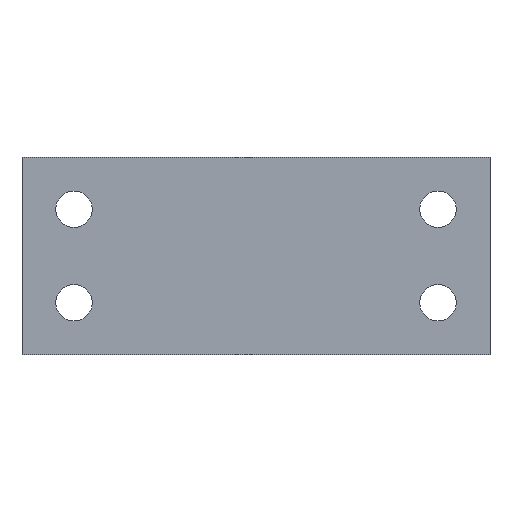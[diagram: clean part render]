
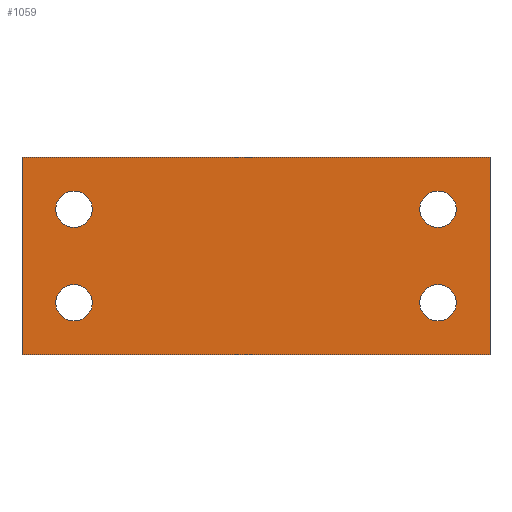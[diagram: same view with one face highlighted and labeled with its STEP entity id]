
A CAD part, front view. The second image highlights one B-rep face of the part: STEP entity #1059.
In plain terms, the highlighted planar face has unit normal (0, -1, 0).
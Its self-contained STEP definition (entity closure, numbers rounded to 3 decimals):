
#8 = CARTESIAN_POINT ( 'NONE',  ( 10., 0., 6.5 ) ) ;
#15 = CARTESIAN_POINT ( 'NONE',  ( 10., 0., 10. ) ) ;
#21 = CARTESIAN_POINT ( 'NONE',  ( 80., 0., 31.5 ) ) ;
#41 = LINE ( 'NONE', #256, #1245 ) ;
#58 = DIRECTION ( 'NONE',  ( 0., 0., 1. ) ) ;
#61 = CARTESIAN_POINT ( 'NONE',  ( 80., 0., 24.5 ) ) ;
#92 = VERTEX_POINT ( 'NONE', #21 ) ;
#94 = CARTESIAN_POINT ( 'NONE',  ( 80., 0., 6.5 ) ) ;
#95 = CARTESIAN_POINT ( 'NONE',  ( 80., 0., 28. ) ) ;
#101 = VERTEX_POINT ( 'NONE', #1000 ) ;
#120 = ORIENTED_EDGE ( 'NONE', *, *, #291, .T. ) ;
#125 = VERTEX_POINT ( 'NONE', #713 ) ;
#130 = CARTESIAN_POINT ( 'NONE',  ( 10., 0., 24.5 ) ) ;
#131 = EDGE_CURVE ( 'NONE', #869, #344, #783, .T. ) ;
#133 = AXIS2_PLACEMENT_3D ( 'NONE', #95, #855, #370 ) ;
#160 = DIRECTION ( 'NONE',  ( 0., 0., -1. ) ) ;
#161 = PLANE ( 'NONE',  #177 ) ;
#171 = EDGE_LOOP ( 'NONE', ( #798, #1086, #421, #238 ) ) ;
#177 = AXIS2_PLACEMENT_3D ( 'NONE', #635, #837, #353 ) ;
#206 = ORIENTED_EDGE ( 'NONE', *, *, #1145, .T. ) ;
#214 = CIRCLE ( 'NONE', #1054, 3.5 ) ;
#218 = VERTEX_POINT ( 'NONE', #1018 ) ;
#238 = ORIENTED_EDGE ( 'NONE', *, *, #311, .T. ) ;
#247 = DIRECTION ( 'NONE',  ( 0., 1., 0. ) ) ;
#256 = CARTESIAN_POINT ( 'NONE',  ( 0., 0., 38. ) ) ;
#271 = FACE_OUTER_BOUND ( 'NONE', #171, .T. ) ;
#280 = CARTESIAN_POINT ( 'NONE',  ( 80., 0., 13.5 ) ) ;
#289 = DIRECTION ( 'NONE',  ( 0., 1., 0. ) ) ;
#291 = EDGE_CURVE ( 'NONE', #1127, #623, #1174, .T. ) ;
#311 = EDGE_CURVE ( 'NONE', #125, #935, #41, .T. ) ;
#322 = VERTEX_POINT ( 'NONE', #61 ) ;
#344 = VERTEX_POINT ( 'NONE', #1032 ) ;
#353 = DIRECTION ( 'NONE',  ( 0., 0., 1. ) ) ;
#361 = EDGE_LOOP ( 'NONE', ( #657, #762 ) ) ;
#367 = AXIS2_PLACEMENT_3D ( 'NONE', #853, #379, #1269 ) ;
#370 = DIRECTION ( 'NONE',  ( 0., 0., 1. ) ) ;
#379 = DIRECTION ( 'NONE',  ( 0., 1., 0. ) ) ;
#387 = CIRCLE ( 'NONE', #940, 3.5 ) ;
#421 = ORIENTED_EDGE ( 'NONE', *, *, #481, .F. ) ;
#435 = DIRECTION ( 'NONE',  ( 0., 1., 0. ) ) ;
#445 = LINE ( 'NONE', #1166, #1123 ) ;
#446 = DIRECTION ( 'NONE',  ( 0., 1., 0. ) ) ;
#453 = AXIS2_PLACEMENT_3D ( 'NONE', #1238, #446, #727 ) ;
#455 = CARTESIAN_POINT ( 'NONE',  ( 90., 0., 38. ) ) ;
#463 = ORIENTED_EDGE ( 'NONE', *, *, #1205, .T. ) ;
#481 = EDGE_CURVE ( 'NONE', #125, #101, #603, .T. ) ;
#522 = FACE_BOUND ( 'NONE', #1008, .T. ) ;
#524 = ORIENTED_EDGE ( 'NONE', *, *, #131, .T. ) ;
#567 = DIRECTION ( 'NONE',  ( 0., 0., -1. ) ) ;
#594 = LINE ( 'NONE', #673, #958 ) ;
#603 = LINE ( 'NONE', #455, #875 ) ;
#620 = EDGE_LOOP ( 'NONE', ( #120, #639 ) ) ;
#623 = VERTEX_POINT ( 'NONE', #94 ) ;
#635 = CARTESIAN_POINT ( 'NONE',  ( 90., 0., 38. ) ) ;
#639 = ORIENTED_EDGE ( 'NONE', *, *, #990, .T. ) ;
#657 = ORIENTED_EDGE ( 'NONE', *, *, #1173, .T. ) ;
#673 = CARTESIAN_POINT ( 'NONE',  ( 90., 0., 38. ) ) ;
#675 = AXIS2_PLACEMENT_3D ( 'NONE', #1228, #247, #700 ) ;
#682 = FACE_BOUND ( 'NONE', #961, .T. ) ;
#690 = EDGE_CURVE ( 'NONE', #101, #218, #594, .T. ) ;
#700 = DIRECTION ( 'NONE',  ( 0., 0., 1. ) ) ;
#713 = CARTESIAN_POINT ( 'NONE',  ( 0., 0., 38. ) ) ;
#718 = VERTEX_POINT ( 'NONE', #1180 ) ;
#719 = FACE_BOUND ( 'NONE', #620, .T. ) ;
#723 = CARTESIAN_POINT ( 'NONE',  ( 0., 0., 0. ) ) ;
#727 = DIRECTION ( 'NONE',  ( 0., 0., 1. ) ) ;
#758 = AXIS2_PLACEMENT_3D ( 'NONE', #1152, #289, #1076 ) ;
#762 = ORIENTED_EDGE ( 'NONE', *, *, #1161, .T. ) ;
#780 = CIRCLE ( 'NONE', #824, 3.5 ) ;
#783 = CIRCLE ( 'NONE', #675, 3.5 ) ;
#798 = ORIENTED_EDGE ( 'NONE', *, *, #1121, .T. ) ;
#818 = ORIENTED_EDGE ( 'NONE', *, *, #1043, .T. ) ;
#824 = AXIS2_PLACEMENT_3D ( 'NONE', #850, #952, #58 ) ;
#832 = DIRECTION ( 'NONE',  ( 0., 0., 1. ) ) ;
#837 = DIRECTION ( 'NONE',  ( 0., 1., 0. ) ) ;
#850 = CARTESIAN_POINT ( 'NONE',  ( 10., 0., 10. ) ) ;
#853 = CARTESIAN_POINT ( 'NONE',  ( 80., 0., 28. ) ) ;
#855 = DIRECTION ( 'NONE',  ( 0., 1., 0. ) ) ;
#869 = VERTEX_POINT ( 'NONE', #130 ) ;
#875 = VECTOR ( 'NONE', #1149, 1000. ) ;
#877 = DIRECTION ( 'NONE',  ( 0., 0., 1. ) ) ;
#935 = VERTEX_POINT ( 'NONE', #723 ) ;
#940 = AXIS2_PLACEMENT_3D ( 'NONE', #15, #1001, #877 ) ;
#952 = DIRECTION ( 'NONE',  ( 0., 1., 0. ) ) ;
#954 = CIRCLE ( 'NONE', #133, 3.5 ) ;
#958 = VECTOR ( 'NONE', #567, 1000. ) ;
#961 = EDGE_LOOP ( 'NONE', ( #818, #463 ) ) ;
#975 = DIRECTION ( 'NONE',  ( 1., 0., 0. ) ) ;
#990 = EDGE_CURVE ( 'NONE', #623, #1127, #214, .T. ) ;
#1000 = CARTESIAN_POINT ( 'NONE',  ( 90., 0., 38. ) ) ;
#1001 = DIRECTION ( 'NONE',  ( 0., 1., 0. ) ) ;
#1008 = EDGE_LOOP ( 'NONE', ( #206, #524 ) ) ;
#1018 = CARTESIAN_POINT ( 'NONE',  ( 90., 0., 0. ) ) ;
#1031 = CARTESIAN_POINT ( 'NONE',  ( 80., 0., 10. ) ) ;
#1032 = CARTESIAN_POINT ( 'NONE',  ( 10., 0., 31.5 ) ) ;
#1043 = EDGE_CURVE ( 'NONE', #718, #1217, #780, .T. ) ;
#1054 = AXIS2_PLACEMENT_3D ( 'NONE', #1031, #435, #832 ) ;
#1059 = ADVANCED_FACE ( 'NONE', ( #682, #522, #1240, #719, #271 ), #161, .F. ) ;
#1076 = DIRECTION ( 'NONE',  ( 0., 0., 1. ) ) ;
#1086 = ORIENTED_EDGE ( 'NONE', *, *, #690, .F. ) ;
#1121 = EDGE_CURVE ( 'NONE', #935, #218, #445, .T. ) ;
#1123 = VECTOR ( 'NONE', #975, 1000. ) ;
#1127 = VERTEX_POINT ( 'NONE', #280 ) ;
#1145 = EDGE_CURVE ( 'NONE', #344, #869, #1188, .T. ) ;
#1149 = DIRECTION ( 'NONE',  ( 1., 0., 0. ) ) ;
#1152 = CARTESIAN_POINT ( 'NONE',  ( 10., 0., 28. ) ) ;
#1161 = EDGE_CURVE ( 'NONE', #322, #92, #1210, .T. ) ;
#1166 = CARTESIAN_POINT ( 'NONE',  ( 90., 0., 0. ) ) ;
#1173 = EDGE_CURVE ( 'NONE', #92, #322, #954, .T. ) ;
#1174 = CIRCLE ( 'NONE', #453, 3.5 ) ;
#1180 = CARTESIAN_POINT ( 'NONE',  ( 10., 0., 13.5 ) ) ;
#1188 = CIRCLE ( 'NONE', #758, 3.5 ) ;
#1205 = EDGE_CURVE ( 'NONE', #1217, #718, #387, .T. ) ;
#1210 = CIRCLE ( 'NONE', #367, 3.5 ) ;
#1217 = VERTEX_POINT ( 'NONE', #8 ) ;
#1228 = CARTESIAN_POINT ( 'NONE',  ( 10., 0., 28. ) ) ;
#1238 = CARTESIAN_POINT ( 'NONE',  ( 80., 0., 10. ) ) ;
#1240 = FACE_BOUND ( 'NONE', #361, .T. ) ;
#1245 = VECTOR ( 'NONE', #160, 1000. ) ;
#1269 = DIRECTION ( 'NONE',  ( 0., 0., 1. ) ) ;
